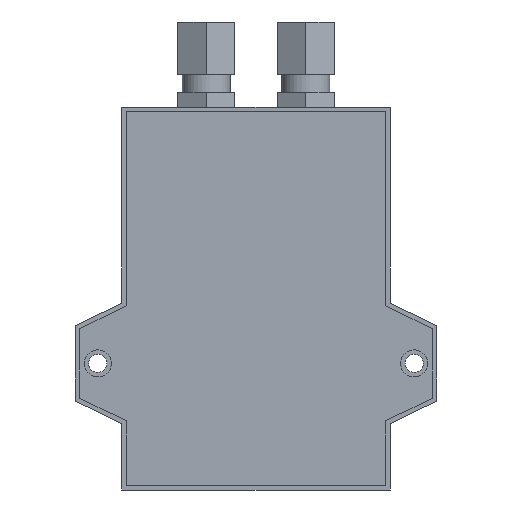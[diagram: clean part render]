
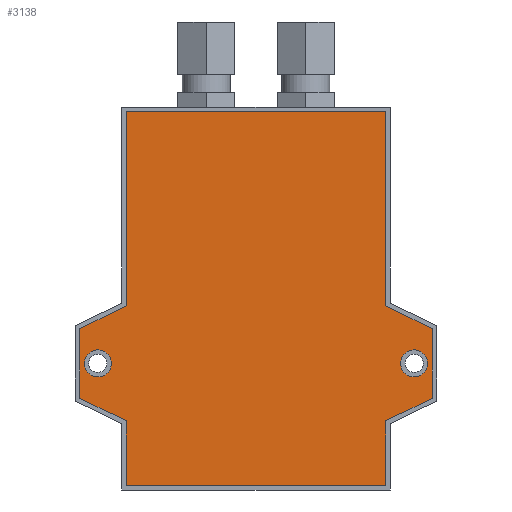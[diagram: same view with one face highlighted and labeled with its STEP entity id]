
A CAD part, front view. The second image highlights one B-rep face of the part: STEP entity #3138.
In plain terms, the highlighted planar face has unit normal (0, -1, 0).
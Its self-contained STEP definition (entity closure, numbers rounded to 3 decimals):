
#22 = AXIS2_PLACEMENT_3D ( 'NONE', #2681, #406, #2433 ) ;
#61 = EDGE_CURVE ( 'NONE', #2340, #1657, #464, .T. ) ;
#103 = VERTEX_POINT ( 'NONE', #1214 ) ;
#113 = VERTEX_POINT ( 'NONE', #2188 ) ;
#118 = DIRECTION ( 'NONE',  ( 0., 1., 0. ) ) ;
#133 = DIRECTION ( 'NONE',  ( -1., 0., 0. ) ) ;
#150 = LINE ( 'NONE', #167, #507 ) ;
#160 = FACE_OUTER_BOUND ( 'NONE', #534, .T. ) ;
#167 = CARTESIAN_POINT ( 'NONE',  ( 44.5, 0., -62. ) ) ;
#174 = CARTESIAN_POINT ( 'NONE',  ( 43., 0., -40.559 ) ) ;
#182 = VECTOR ( 'NONE', #3240, 1000. ) ;
#234 = DIRECTION ( 'NONE',  ( 0.9, 0., -0.436 ) ) ;
#306 = ORIENTED_EDGE ( 'NONE', *, *, #1473, .F. ) ;
#330 = LINE ( 'NONE', #2083, #1359 ) ;
#334 = EDGE_CURVE ( 'Defeature ausgef�hrt1_30+Defeature ausgef�hrt1_31+Defeature ausgef�hrt1_31+Defeature ausgef�hrt1_31', #1440, #707, #3056, .T. ) ;
#352 = VECTOR ( 'NONE', #234, 1000. ) ;
#355 = CARTESIAN_POINT ( 'NONE',  ( 58.5, 0., -34. ) ) ;
#357 = EDGE_LOOP ( 'NONE', ( #1496, #1821 ) ) ;
#394 = CARTESIAN_POINT ( 'NONE',  ( -43.847, 0., -40.15 ) ) ;
#406 = DIRECTION ( 'NONE',  ( 0., 1., 0. ) ) ;
#418 = CARTESIAN_POINT ( 'NONE',  ( 44.5, 0., 62. ) ) ;
#452 = AXIS2_PLACEMENT_3D ( 'NONE', #2148, #2178, #3176 ) ;
#464 = LINE ( 'NONE', #2719, #1300 ) ;
#484 = VERTEX_POINT ( 'NONE', #2668 ) ;
#506 = VECTOR ( 'NONE', #919, 1000. ) ;
#507 = VECTOR ( 'NONE', #133, 1000. ) ;
#517 = EDGE_CURVE ( 'NONE', #3140, #2097, #704, .T. ) ;
#534 = EDGE_LOOP ( 'NONE', ( #2811, #1280, #810, #306, #2526, #1443, #3076, #2867, #2798, #1000, #1057, #1547 ) ) ;
#539 = VERTEX_POINT ( 'NONE', #2961 ) ;
#586 = VERTEX_POINT ( 'NONE', #758 ) ;
#621 = LINE ( 'NONE', #2337, #1931 ) ;
#643 = LINE ( 'NONE', #394, #671 ) ;
#671 = VECTOR ( 'NONE', #2042, 1000. ) ;
#699 = CARTESIAN_POINT ( 'NONE',  ( 43., 0., -2.441 ) ) ;
#704 = LINE ( 'NONE', #1903, #182 ) ;
#707 = VERTEX_POINT ( 'NONE', #972 ) ;
#758 = CARTESIAN_POINT ( 'NONE',  ( 58.5, 0., -33.059 ) ) ;
#810 = ORIENTED_EDGE ( 'NONE', *, *, #1101, .F. ) ;
#857 = EDGE_CURVE ( 'Defeature ausgef�hrt1_30+Defeature ausgef�hrt1_32+Defeature ausgef�hrt1_32+Defeature ausgef�hrt1_32', #1298, #539, #1673, .T. ) ;
#885 = CARTESIAN_POINT ( 'NONE',  ( -59.347, 0., -10.35 ) ) ;
#919 = DIRECTION ( 'NONE',  ( -1., 0., 0. ) ) ;
#967 = CARTESIAN_POINT ( 'NONE',  ( 52.5, 0., -17. ) ) ;
#972 = CARTESIAN_POINT ( 'NONE',  ( 52.5, 0., -26. ) ) ;
#987 = AXIS2_PLACEMENT_3D ( 'NONE', #3186, #1422, #2447 ) ;
#1000 = ORIENTED_EDGE ( 'NONE', *, *, #1650, .T. ) ;
#1057 = ORIENTED_EDGE ( 'NONE', *, *, #61, .T. ) ;
#1082 = VECTOR ( 'NONE', #1327, 1000. ) ;
#1101 = EDGE_CURVE ( 'NONE', #103, #586, #3022, .T. ) ;
#1161 = PLANE ( 'NONE',  #3173 ) ;
#1214 = CARTESIAN_POINT ( 'NONE',  ( 58.5, 0., -9.941 ) ) ;
#1280 = ORIENTED_EDGE ( 'NONE', *, *, #3051, .F. ) ;
#1298 = VERTEX_POINT ( 'NONE', #1384 ) ;
#1300 = VECTOR ( 'NONE', #2979, 1000. ) ;
#1312 = EDGE_CURVE ( 'Defeature ausgef�hrt1_30+Defeature ausgef�hrt1_31+Defeature ausgef�hrt1_31+Defeature ausgef�hrt1_31', #707, #1440, #2739, .T. ) ;
#1322 = EDGE_CURVE ( 'NONE', #2097, #1657, #150, .T. ) ;
#1327 = DIRECTION ( 'NONE',  ( 0., 0., -1. ) ) ;
#1359 = VECTOR ( 'NONE', #2560, 1000. ) ;
#1373 = DIRECTION ( 'NONE',  ( 0., 0., -1. ) ) ;
#1384 = CARTESIAN_POINT ( 'NONE',  ( -52.5, 0., -26. ) ) ;
#1404 = VECTOR ( 'NONE', #2609, 1000. ) ;
#1422 = DIRECTION ( 'NONE',  ( 0., 1., 0. ) ) ;
#1428 = FACE_BOUND ( 'NONE', #357, .T. ) ;
#1440 = VERTEX_POINT ( 'NONE', #967 ) ;
#1441 = FACE_BOUND ( 'NONE', #2237, .T. ) ;
#1443 = ORIENTED_EDGE ( 'NONE', *, *, #2676, .T. ) ;
#1473 = EDGE_CURVE ( 'NONE', #1494, #103, #1500, .T. ) ;
#1494 = VERTEX_POINT ( 'NONE', #699 ) ;
#1496 = ORIENTED_EDGE ( 'NONE', *, *, #2531, .T. ) ;
#1500 = LINE ( 'NONE', #1732, #352 ) ;
#1547 = ORIENTED_EDGE ( 'NONE', *, *, #1322, .F. ) ;
#1621 = CARTESIAN_POINT ( 'NONE',  ( -58.5, 0., -34. ) ) ;
#1627 = DIRECTION ( 'NONE',  ( 0., -1., 0. ) ) ;
#1650 = EDGE_CURVE ( 'NONE', #2660, #2340, #643, .T. ) ;
#1657 = VERTEX_POINT ( 'NONE', #1813 ) ;
#1673 = CIRCLE ( 'NONE', #452, 4.5 ) ;
#1732 = CARTESIAN_POINT ( 'NONE',  ( 59.347, 0., -10.35 ) ) ;
#1813 = CARTESIAN_POINT ( 'NONE',  ( -43., 0., -62. ) ) ;
#1821 = ORIENTED_EDGE ( 'NONE', *, *, #857, .T. ) ;
#1860 = EDGE_CURVE ( 'Defeature ausgef�hrt1_30+Defeature ausgef�hrt1_1+Defeature ausgef�hrt1_1+Defeature ausgef�hrt1_1', #3261, #2572, #3276, .T. ) ;
#1898 = ORIENTED_EDGE ( 'NONE', *, *, #1312, .T. ) ;
#1903 = CARTESIAN_POINT ( 'NONE',  ( 43., 0., 63.5 ) ) ;
#1931 = VECTOR ( 'NONE', #1373, 1000. ) ;
#1940 = EDGE_CURVE ( 'Defeature ausgef�hrt1_1+Defeature ausgef�hrt1_30+Defeature ausgef�hrt1_30+Defeature ausgef�hrt1_30', #484, #1494, #621, .T. ) ;
#1965 = CARTESIAN_POINT ( 'NONE',  ( -43., 0., 62. ) ) ;
#2003 = EDGE_CURVE ( 'NONE', #113, #2660, #2113, .T. ) ;
#2030 = CARTESIAN_POINT ( 'NONE',  ( -43., 0., 63.5 ) ) ;
#2035 = ORIENTED_EDGE ( 'NONE', *, *, #334, .T. ) ;
#2042 = DIRECTION ( 'NONE',  ( 0.9, 0., -0.436 ) ) ;
#2074 = CARTESIAN_POINT ( 'NONE',  ( -43., 0., -40.559 ) ) ;
#2083 = CARTESIAN_POINT ( 'NONE',  ( 43.847, 0., -40.15 ) ) ;
#2088 = AXIS2_PLACEMENT_3D ( 'NONE', #2525, #118, #3179 ) ;
#2092 = DIRECTION ( 'NONE',  ( 0., 0., -1. ) ) ;
#2097 = VERTEX_POINT ( 'NONE', #3203 ) ;
#2113 = LINE ( 'NONE', #1621, #1082 ) ;
#2148 = CARTESIAN_POINT ( 'NONE',  ( -52.5, 0., -21.5 ) ) ;
#2157 = CARTESIAN_POINT ( 'NONE',  ( -43., 0., -2.441 ) ) ;
#2178 = DIRECTION ( 'NONE',  ( 0., 1., 0. ) ) ;
#2188 = CARTESIAN_POINT ( 'NONE',  ( -58.5, 0., -9.941 ) ) ;
#2237 = EDGE_LOOP ( 'NONE', ( #2035, #1898 ) ) ;
#2337 = CARTESIAN_POINT ( 'NONE',  ( 43., 0., 63.5 ) ) ;
#2340 = VERTEX_POINT ( 'NONE', #2074 ) ;
#2433 = DIRECTION ( 'NONE',  ( 0., 0., 1. ) ) ;
#2444 = LINE ( 'NONE', #418, #506 ) ;
#2447 = DIRECTION ( 'NONE',  ( 0., 0., 1. ) ) ;
#2455 = CARTESIAN_POINT ( 'NONE',  ( 0., 0., 0. ) ) ;
#2517 = VECTOR ( 'NONE', #2568, 1000. ) ;
#2525 = CARTESIAN_POINT ( 'NONE',  ( 52.5, 0., -21.5 ) ) ;
#2526 = ORIENTED_EDGE ( 'NONE', *, *, #1940, .F. ) ;
#2531 = EDGE_CURVE ( 'Defeature ausgef�hrt1_30+Defeature ausgef�hrt1_32+Defeature ausgef�hrt1_32+Defeature ausgef�hrt1_32', #539, #1298, #2842, .T. ) ;
#2549 = EDGE_CURVE ( 'NONE', #2572, #113, #3132, .T. ) ;
#2560 = DIRECTION ( 'NONE',  ( -0.9, 0., -0.436 ) ) ;
#2568 = DIRECTION ( 'NONE',  ( 0., 0., -1. ) ) ;
#2572 = VERTEX_POINT ( 'NONE', #2157 ) ;
#2609 = DIRECTION ( 'NONE',  ( -0.9, 0., -0.436 ) ) ;
#2642 = CARTESIAN_POINT ( 'NONE',  ( -58.5, 0., -33.059 ) ) ;
#2660 = VERTEX_POINT ( 'NONE', #2642 ) ;
#2668 = CARTESIAN_POINT ( 'NONE',  ( 43., 0., 62. ) ) ;
#2676 = EDGE_CURVE ( 'NONE', #484, #3261, #2444, .T. ) ;
#2681 = CARTESIAN_POINT ( 'NONE',  ( -52.5, 0., -21.5 ) ) ;
#2719 = CARTESIAN_POINT ( 'NONE',  ( -43., 0., 63.5 ) ) ;
#2739 = CIRCLE ( 'NONE', #987, 4.5 ) ;
#2791 = VECTOR ( 'NONE', #2092, 1000. ) ;
#2798 = ORIENTED_EDGE ( 'NONE', *, *, #2003, .T. ) ;
#2811 = ORIENTED_EDGE ( 'NONE', *, *, #517, .F. ) ;
#2842 = CIRCLE ( 'NONE', #22, 4.5 ) ;
#2867 = ORIENTED_EDGE ( 'NONE', *, *, #2549, .T. ) ;
#2961 = CARTESIAN_POINT ( 'NONE',  ( -52.5, 0., -17. ) ) ;
#2975 = DIRECTION ( 'NONE',  ( -1., 0., 0. ) ) ;
#2979 = DIRECTION ( 'NONE',  ( 0., 0., -1. ) ) ;
#3022 = LINE ( 'NONE', #355, #2791 ) ;
#3051 = EDGE_CURVE ( 'NONE', #586, #3140, #330, .T. ) ;
#3056 = CIRCLE ( 'NONE', #2088, 4.5 ) ;
#3076 = ORIENTED_EDGE ( 'NONE', *, *, #1860, .T. ) ;
#3132 = LINE ( 'NONE', #885, #1404 ) ;
#3138 = ADVANCED_FACE ( 'Defeature ausgef�hrt1_30', ( #1428, #1441, #160 ), #1161, .T. ) ;
#3140 = VERTEX_POINT ( 'NONE', #174 ) ;
#3173 = AXIS2_PLACEMENT_3D ( 'NONE', #2455, #1627, #2975 ) ;
#3176 = DIRECTION ( 'NONE',  ( 0., 0., 1. ) ) ;
#3179 = DIRECTION ( 'NONE',  ( 0., 0., 1. ) ) ;
#3186 = CARTESIAN_POINT ( 'NONE',  ( 52.5, 0., -21.5 ) ) ;
#3203 = CARTESIAN_POINT ( 'NONE',  ( 43., 0., -62. ) ) ;
#3240 = DIRECTION ( 'NONE',  ( 0., 0., -1. ) ) ;
#3261 = VERTEX_POINT ( 'NONE', #1965 ) ;
#3276 = LINE ( 'NONE', #2030, #2517 ) ;
